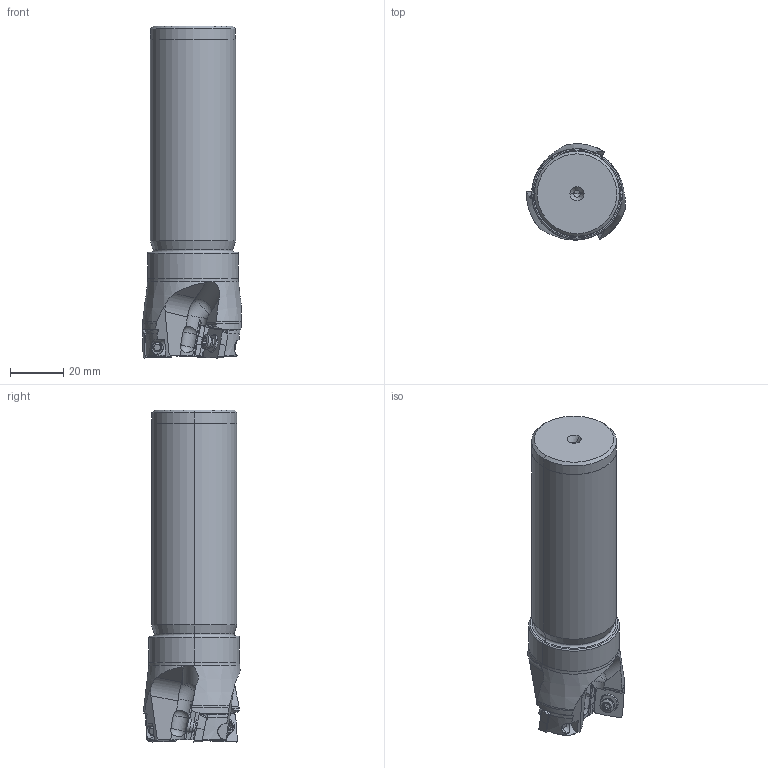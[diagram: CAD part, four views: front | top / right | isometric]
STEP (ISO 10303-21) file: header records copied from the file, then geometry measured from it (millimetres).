
FILE_DESCRIPTION(/* description */ (''),/* implementation_level */ '2;1');
FILE_NAME(/* name */ 'ASX400R403S32.stp',/* time_stamp */ '2021-09-08T11:41:34+09:00',/* author */ (''),/* organization */ (''),/* preprocessor_version */ 'ST-DEVELOPER v16',/* originating_system */ 'SIEMENS PLM Software NX 10.0',/* authorisation */ '');
FILE_SCHEMA (('AUTOMOTIVE_DESIGN { 1 0 10303 214 3 1 1 1 }'));
Length unit declared in the file: millimetre
Products named in the file (1): ASX400R403S32_ASM
Bounding box: 37.16 x 36.17 x 124.72 mm (x, y, z)
Volume: 95710.3 mm3; surface area: 17661.5 mm2
Topology: 10 solids, 10 shells, 458 faces, 1337 edges, 922 vertices
Faces by surface type: plane 175, cylinder 160, cone 64, torus 26, sphere 15, extrusion 12, bspline 6
Entity records: 19244 total; most frequent: CARTESIAN_POINT 6948, ORIENTED_EDGE 2616, DIRECTION 2391, EDGE_CURVE 1308, AXIS2_PLACEMENT_3D 923, VERTEX_POINT 885, VECTOR 545, LINE 533
